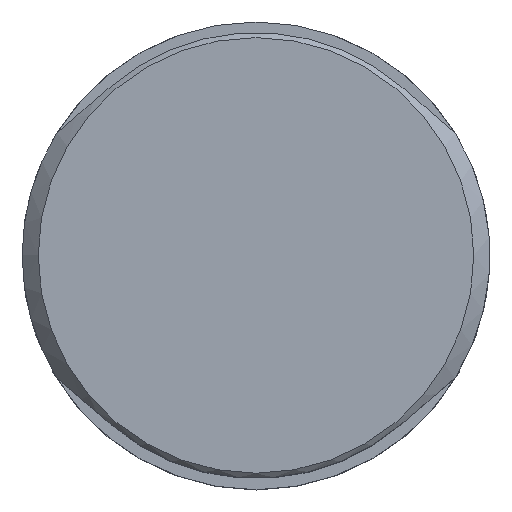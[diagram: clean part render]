
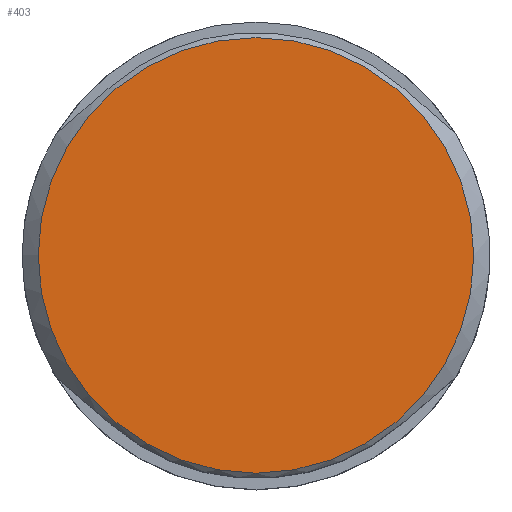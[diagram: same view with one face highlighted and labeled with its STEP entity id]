
A CAD part, top view. The second image highlights one B-rep face of the part: STEP entity #403.
In plain terms, the highlighted planar face has unit normal (0, 0, 1).
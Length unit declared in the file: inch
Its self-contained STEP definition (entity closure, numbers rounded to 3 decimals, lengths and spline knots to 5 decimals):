
#37=PLANE('',#470);
#114=FACE_OUTER_BOUND('',#143,.T.);
#143=EDGE_LOOP('',(#361));
#174=CIRCLE('',#471,0.22);
#210=VERTEX_POINT('',#730);
#264=EDGE_CURVE('',#210,#210,#174,.T.);
#361=ORIENTED_EDGE('',*,*,#264,.F.);
#403=ADVANCED_FACE('',(#114),#37,.T.);
#470=AXIS2_PLACEMENT_3D('',#729,#598,#599);
#471=AXIS2_PLACEMENT_3D('',#731,#600,#601);
#598=DIRECTION('center_axis',(0.,0.,
1.));
#599=DIRECTION('ref_axis',(1.,0.,0.));
#600=DIRECTION('center_axis',(0.,0.,
-1.));
#601=DIRECTION('ref_axis',(1.,0.,0.));
#729=CARTESIAN_POINT('Origin',(0.,0.,
0.95));
#730=CARTESIAN_POINT('',(-0.22,0.,0.95));
#731=CARTESIAN_POINT('Origin',(0.,0.,
0.95));
